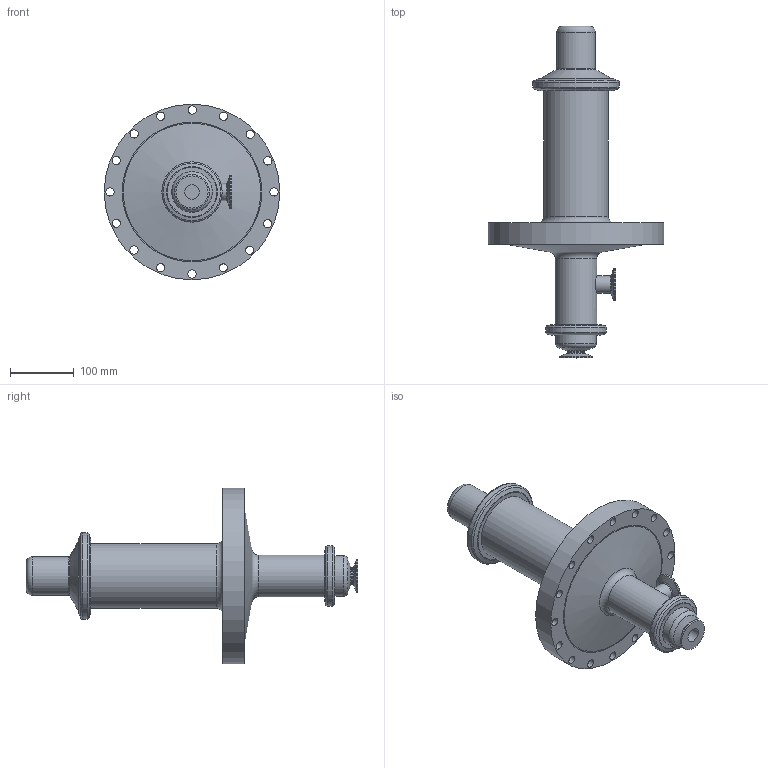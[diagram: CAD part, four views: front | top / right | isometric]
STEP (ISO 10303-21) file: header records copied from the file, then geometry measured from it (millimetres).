
FILE_DESCRIPTION(/* description */ (''),/* implementation_level */ '2;1');
FILE_NAME(/* name */ 'PSRV-10-2022.stp',/* time_stamp */ '2024-04-03T10:42:39+09:00',/* author */ ('autocad33'),/* organization */ (''),/* preprocessor_version */ 'ST-DEVELOPER v19.2',/* originating_system */ 'Autodesk Inventor 2023',/* authorisation */ '');
FILE_SCHEMA (('AUTOMOTIVE_DESIGN { 1 0 10303 214 3 1 1 }'));
Length unit declared in the file: millimetre
Products named in the file (1): PSRV-10-2022
Bounding box: 275 x 520.13 x 275 mm (x, y, z)
Volume: 4947154.9 mm3; surface area: 311766 mm2
Topology: 1 solids, 3 shells, 78 faces, 194 edges, 129 vertices
Faces by surface type: cylinder 32, torus 20, plane 14, cone 11, sphere 1
Full cylindrical faces by diameter (mm): 8 x1, 12.331 x1, 13 x15, 15.011 x1, 23 x2, 27 x2, 50.5 x2, 60.5 x1, 63.5 x1, 65.5 x1, 94.555 x1, 101.6 x1, 109 x1, 135 x1, 275 x1
Entity records: 2553 total; most frequent: DIRECTION 492, CARTESIAN_POINT 451, ORIENTED_EDGE 384, AXIS2_PLACEMENT_3D 224, EDGE_CURVE 192, CIRCLE 145, VERTEX_POINT 129, EDGE_LOOP 119
